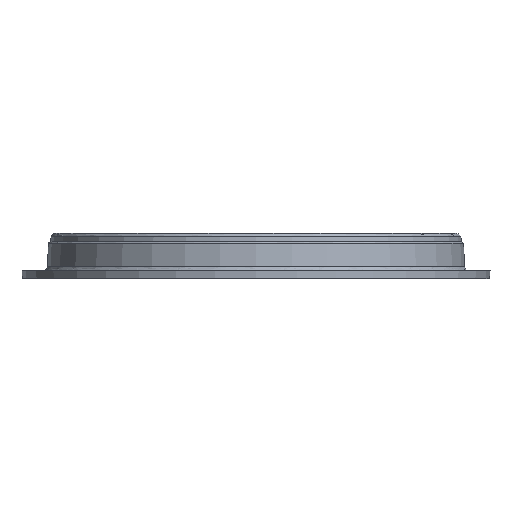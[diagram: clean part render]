
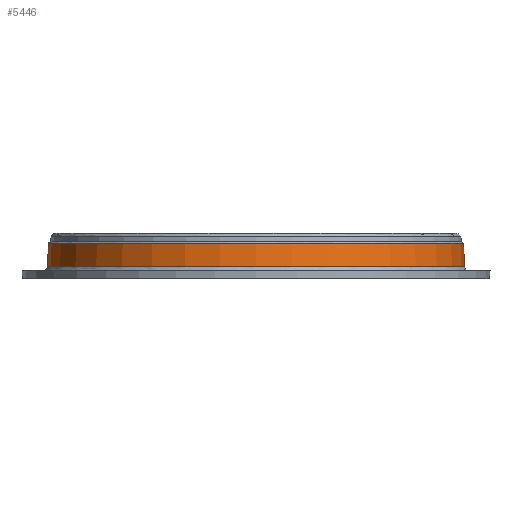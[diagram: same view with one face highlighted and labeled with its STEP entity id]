
A CAD part, front view. The second image highlights one B-rep face of the part: STEP entity #5446.
In plain terms, the highlighted free-form (B-spline) face has degree [1, 3] with [2, 7] control points.
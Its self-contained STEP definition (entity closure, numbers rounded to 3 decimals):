
#5397=CARTESIAN_POINT('',(-675.,0.0,-101.0));
#5398=CARTESIAN_POINT('',(-671.144,0.0,-25.079));
#5399=CARTESIAN_POINT('',(-675.,1350.,-101.));
#5400=CARTESIAN_POINT('',(-671.144,1342.288,-25.079));
#5401=CARTESIAN_POINT('',(675.,1350.,-101.));
#5402=CARTESIAN_POINT('',(671.144,1342.288,-25.079));
#5403=CARTESIAN_POINT('',(675.,0.0,-101.0));
#5404=CARTESIAN_POINT('',(671.144,0.0,-25.079));
#5405=CARTESIAN_POINT('',(675.,-1350.,-101.));
#5406=CARTESIAN_POINT('',(671.144,-1342.288,-25.079));
#5407=CARTESIAN_POINT('',(-675.,-1350.,-101.));
#5408=CARTESIAN_POINT('',(-671.144,-1342.288,-25.079));
#5409=CARTESIAN_POINT('',(-675.,0.0,-101.0));
#5410=CARTESIAN_POINT('',(-671.144,0.0,-25.079));
#5418=(BOUNDED_SURFACE()B_SPLINE_SURFACE(1,3,((#5397,#5399,#5401,#5403,#5405,#5407,#5409),(#5398,#5400,#5402,#5404,#5406,#5408,#5410)),.UNSPECIFIED.,.F.,.T.,.U.)B_SPLINE_SURFACE_WITH_KNOTS((2,2),(4,3,4),(0.0,1.0),(0.0,0.5,1.0),.UNSPECIFIED.)GEOMETRIC_REPRESENTATION_ITEM()RATIONAL_B_SPLINE_SURFACE(((1.0,0.333,0.333,1.0,0.333,0.333,1.0),(1.0,0.333,0.333,1.0,0.333,0.333,1.0)))REPRESENTATION_ITEM('')SURFACE());
#5419=CARTESIAN_POINT('',(-675.,0.0,-101.0));
#5420=VERTEX_POINT('',#5419);
#5421=CARTESIAN_POINT('',(-671.144,0.0,-25.079));
#5422=VERTEX_POINT('',#5421);
#5423=CARTESIAN_POINT('',(-675.,0.0,-101.0));
#5424=DIRECTION('',(0.051,0.0,0.999));
#5425=VECTOR('',#5424,76.019);
#5426=LINE('',#5423,#5425);
#5427=EDGE_CURVE('',#5420,#5422,#5426,.T.);
#5428=ORIENTED_EDGE('',*,*,#5427,.T.);
#5429=CARTESIAN_POINT('',(0.0,0.0,-25.079));
#5430=DIRECTION('',(0.0,0.0,1.0));
#5431=DIRECTION('',(1.0,0.0,0.0));
#5432=AXIS2_PLACEMENT_3D('',#5429,#5430,#5431);
#5433=CIRCLE('',#5432,671.125);
#5434=EDGE_CURVE('',#5422,#5422,#5433,.F.);
#5435=ORIENTED_EDGE('',*,*,#5434,.T.);
#5436=ORIENTED_EDGE('',*,*,#5427,.T.);
#5437=CARTESIAN_POINT('',(0.0,0.0,-101.0));
#5438=DIRECTION('',(0.0,0.0,1.0));
#5439=DIRECTION('',(1.0,0.0,0.0));
#5440=AXIS2_PLACEMENT_3D('',#5437,#5438,#5439);
#5441=CIRCLE('',#5440,675.0);
#5442=EDGE_CURVE('',#5420,#5420,#5441,.T.);
#5443=ORIENTED_EDGE('',*,*,#5442,.T.);
#5444=EDGE_LOOP('',(#5428,#5435,#5436,#5443));
#5445=FACE_OUTER_BOUND('',#5444,.T.);
#5446=ADVANCED_FACE('',(#5445),#5418,.T.);
